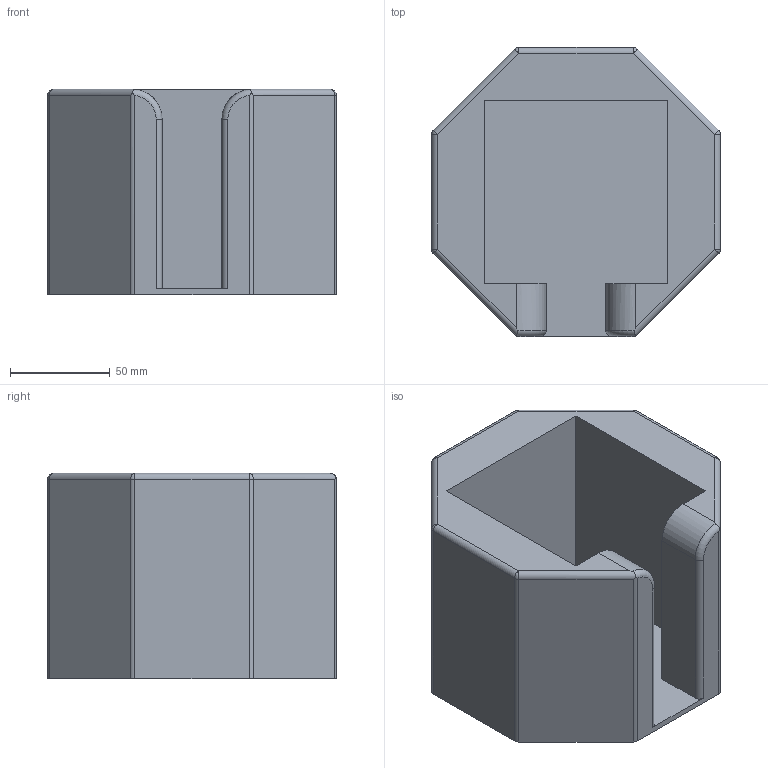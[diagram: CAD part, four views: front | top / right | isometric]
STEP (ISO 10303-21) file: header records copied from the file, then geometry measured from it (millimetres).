
FILE_DESCRIPTION(('Creo Elements/Direct Modeling STEP Export'),'2;1');
FILE_NAME('Box-30-Octagon.stp','2022-11-18T 4:05:57',(''),(''),'Creo Elements/Direct Modeling STEP processor for AP214 (Solid Model)','Creo Elements/Direct Modeling 20.3A 20-Jun-2020 (C) Parametric Technology GmbH','');
FILE_SCHEMA(('AUTOMOTIVE_DESIGN { 1 0 10303 214 1 1 1 1 }'));
Length unit declared in the file: millimetre
Products named in the file (2): Box-30-Octagon
Assembly tree (1 placements, depth 2):
  Box-30-Octagon
    Box-30-Octagon
Bounding box: 144.85 x 144.85 x 103 mm (x, y, z)
Volume: 860774.3 mm3; surface area: 118826.4 mm2
Topology: 1 solids, 1 shells, 45 faces, 115 edges, 66 vertices
Faces by surface type: cylinder 19, plane 18, sphere 6, torus 2
Entity records: 1615 total; most frequent: CARTESIAN_POINT 507, DIRECTION 231, ORIENTED_EDGE 218, EDGE_CURVE 109, AXIS2_PLACEMENT_3D 84, VERTEX_POINT 66, VECTOR 63, LINE 63
